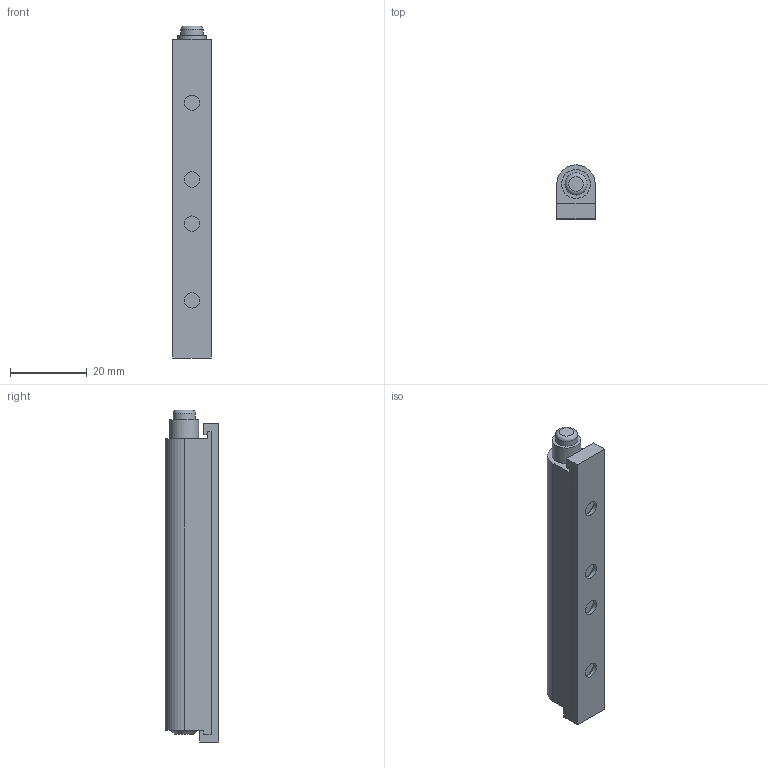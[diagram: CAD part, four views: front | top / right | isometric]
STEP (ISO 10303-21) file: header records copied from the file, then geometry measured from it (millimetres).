
FILE_DESCRIPTION(/* description */ (''),/* implementation_level */ '2;1');
FILE_NAME(/* name */ 'AM-PL-DL-K.stp',/* time_stamp */ '2022-04-20T13:21:57+02:00',/* author */ ('tomaszw'),/* organization */ (''),/* preprocessor_version */ 'ST-DEVELOPER v18.1',/* originating_system */ 'Autodesk Inventor 2021',/* authorisation */ '');
FILE_SCHEMA (('AUTOMOTIVE_DESIGN { 1 0 10303 214 3 1 1 }'));
Length unit declared in the file: millimetre
Products named in the file (4): AM-PL(A)by TW; @AM-PL(A)_1; @AM-PL(A)_3; Bryła7
Assembly tree (3 placements, depth 2):
  AM-PL(A)by TW
    @AM-PL(A)_1
    @AM-PL(A)_3
    Bryła7
Bounding box: 10 x 14 x 86.5 mm (x, y, z)
Volume: 10294.5 mm3; surface area: 5719.4 mm2
Topology: 3 solids, 3 shells, 44 faces, 103 edges, 67 vertices
Faces by surface type: plane 31, cylinder 7, cone 5, torus 1
Full cylindrical faces by diameter (mm): 4 x4, 5.8 x1, 7.5 x1
Entity records: 1459 total; most frequent: DIRECTION 229, CARTESIAN_POINT 222, ORIENTED_EDGE 206, EDGE_CURVE 103, LINE 81, VECTOR 81, AXIS2_PLACEMENT_3D 74, VERTEX_POINT 67
